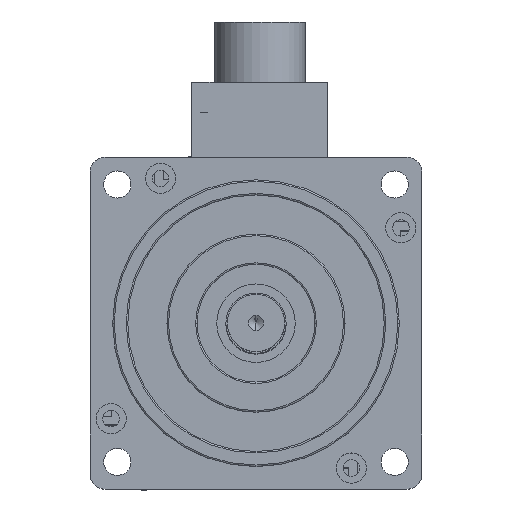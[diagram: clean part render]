
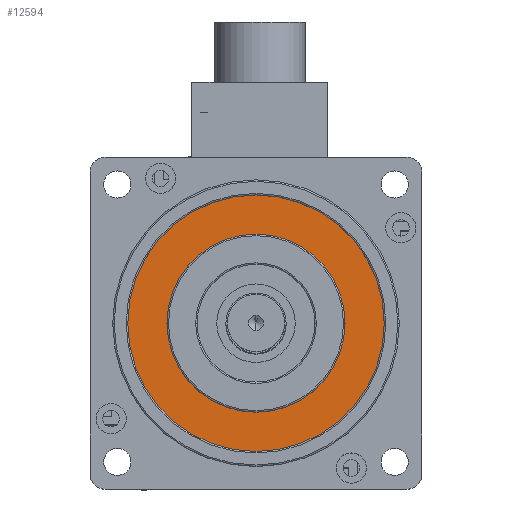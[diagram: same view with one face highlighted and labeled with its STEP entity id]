
A CAD part, top view. The second image highlights one B-rep face of the part: STEP entity #12594.
In plain terms, the highlighted planar face has unit normal (0, 0, 1).
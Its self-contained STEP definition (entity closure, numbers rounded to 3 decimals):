
#776 = ORIENTED_EDGE ( 'NONE', *, *, #7861, .F. ) ;
#787 = VERTEX_POINT ( 'NONE', #13336 ) ;
#919 = AXIS2_PLACEMENT_3D ( 'NONE', #3661, #10818, #3766 ) ;
#1151 = CARTESIAN_POINT ( 'NONE',  ( 55., 55., 0. ) ) ;
#1385 = PLANE ( 'NONE',  #2819 ) ;
#2133 = ORIENTED_EDGE ( 'NONE', *, *, #3843, .T. ) ;
#2489 = ORIENTED_EDGE ( 'NONE', *, *, #10966, .T. ) ;
#2542 = AXIS2_PLACEMENT_3D ( 'NONE', #11133, #8869, #14766 ) ;
#2819 = AXIS2_PLACEMENT_3D ( 'NONE', #10852, #12118, #6239 ) ;
#3628 = DIRECTION ( 'NONE',  ( -1., 0., 0. ) ) ;
#3661 = CARTESIAN_POINT ( 'NONE',  ( 55., 55., 0. ) ) ;
#3766 = DIRECTION ( 'NONE',  ( 1., 0., 0. ) ) ;
#3843 = EDGE_CURVE ( 'NONE', #4244, #5295, #14858, .T. ) ;
#4244 = VERTEX_POINT ( 'NONE', #13109 ) ;
#5295 = VERTEX_POINT ( 'NONE', #13152 ) ;
#5393 = AXIS2_PLACEMENT_3D ( 'NONE', #5625, #13810, #12696 ) ;
#5625 = CARTESIAN_POINT ( 'NONE',  ( 55., 55., 0. ) ) ;
#5676 = EDGE_CURVE ( 'NONE', #7501, #787, #8956, .T. ) ;
#6239 = DIRECTION ( 'NONE',  ( -1., 0., 0. ) ) ;
#7501 = VERTEX_POINT ( 'NONE', #7933 ) ;
#7787 = CIRCLE ( 'NONE', #5393, 29.5 ) ;
#7861 = EDGE_CURVE ( 'NONE', #787, #7501, #7787, .T. ) ;
#7933 = CARTESIAN_POINT ( 'NONE',  ( 84.5, 55., 0. ) ) ;
#8447 = ORIENTED_EDGE ( 'NONE', *, *, #5676, .F. ) ;
#8500 = FACE_BOUND ( 'NONE', #12858, .T. ) ;
#8640 = EDGE_LOOP ( 'NONE', ( #2133, #2489 ) ) ;
#8869 = DIRECTION ( 'NONE',  ( 0., 0., 1. ) ) ;
#8956 = CIRCLE ( 'NONE', #14017, 29.5 ) ;
#10818 = DIRECTION ( 'NONE',  ( 0., 0., 1. ) ) ;
#10852 = CARTESIAN_POINT ( 'NONE',  ( 5., 105., 0. ) ) ;
#10966 = EDGE_CURVE ( 'NONE', #5295, #4244, #13273, .T. ) ;
#11133 = CARTESIAN_POINT ( 'NONE',  ( 55., 55., 0. ) ) ;
#12118 = DIRECTION ( 'NONE',  ( 0., 0., -1. ) ) ;
#12594 = ADVANCED_FACE ( 'NONE', ( #13950, #8500 ), #1385, .F. ) ;
#12696 = DIRECTION ( 'NONE',  ( -1., 0., 0. ) ) ;
#12858 = EDGE_LOOP ( 'NONE', ( #776, #8447 ) ) ;
#12881 = DIRECTION ( 'NONE',  ( 0., 0., 1. ) ) ;
#13109 = CARTESIAN_POINT ( 'NONE',  ( 12.5, 55., 0. ) ) ;
#13152 = CARTESIAN_POINT ( 'NONE',  ( 97.5, 55., 0. ) ) ;
#13273 = CIRCLE ( 'NONE', #919, 42.5 ) ;
#13336 = CARTESIAN_POINT ( 'NONE',  ( 25.5, 55., 0. ) ) ;
#13810 = DIRECTION ( 'NONE',  ( 0., 0., 1. ) ) ;
#13950 = FACE_OUTER_BOUND ( 'NONE', #8640, .T. ) ;
#14017 = AXIS2_PLACEMENT_3D ( 'NONE', #1151, #12881, #3628 ) ;
#14766 = DIRECTION ( 'NONE',  ( 1., 0., 0. ) ) ;
#14858 = CIRCLE ( 'NONE', #2542, 42.5 ) ;
